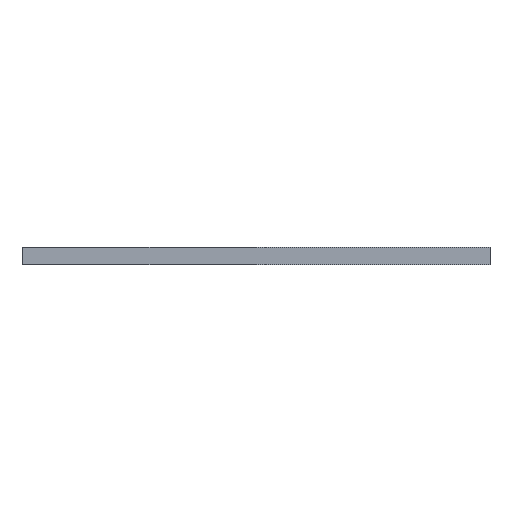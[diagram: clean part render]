
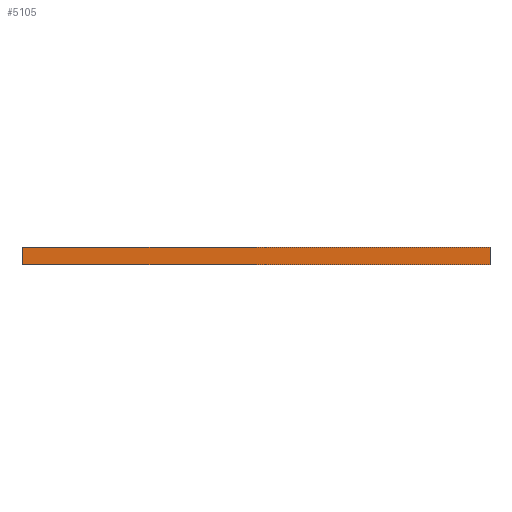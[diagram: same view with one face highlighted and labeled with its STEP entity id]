
A CAD part, left-side view. The second image highlights one B-rep face of the part: STEP entity #5105.
In plain terms, the highlighted planar face has unit normal (-1, 0, 0).
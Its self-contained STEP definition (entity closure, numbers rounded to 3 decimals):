
#156 = CARTESIAN_POINT ( 'NONE',  ( -22.4, 22.875, 0.85 ) ) ;
#275 = EDGE_CURVE ( 'NONE', #5551, #3544, #4429, .T. ) ;
#870 = CARTESIAN_POINT ( 'NONE',  ( -22.4, -22.875, 0.85 ) ) ;
#968 = VERTEX_POINT ( 'NONE', #156 ) ;
#1053 = DIRECTION ( 'NONE',  ( 0., 1., 0. ) ) ;
#1308 = DIRECTION ( 'NONE',  ( 0., 0., 1. ) ) ;
#1320 = CARTESIAN_POINT ( 'NONE',  ( -22.4, -22.875, 0.85 ) ) ;
#1501 = LINE ( 'NONE', #870, #1978 ) ;
#1661 = VECTOR ( 'NONE', #4066, 1000. ) ;
#1722 = DIRECTION ( 'NONE',  ( -1., 0., 0. ) ) ;
#1730 = EDGE_CURVE ( 'NONE', #5209, #5551, #3844, .T. ) ;
#1751 = ORIENTED_EDGE ( 'NONE', *, *, #2146, .T. ) ;
#1810 = EDGE_CURVE ( 'NONE', #968, #3544, #4978, .T. ) ;
#1833 = AXIS2_PLACEMENT_3D ( 'NONE', #1320, #1722, #1308 ) ;
#1978 = VECTOR ( 'NONE', #2617, 1000. ) ;
#2146 = EDGE_CURVE ( 'NONE', #5209, #968, #1501, .T. ) ;
#2240 = CARTESIAN_POINT ( 'NONE',  ( -22.4, 22.875, -0.85 ) ) ;
#2617 = DIRECTION ( 'NONE',  ( 0., 1., 0. ) ) ;
#2719 = VECTOR ( 'NONE', #1053, 1000. ) ;
#3294 = CARTESIAN_POINT ( 'NONE',  ( -22.4, -22.875, -0.85 ) ) ;
#3333 = ORIENTED_EDGE ( 'NONE', *, *, #1730, .F. ) ;
#3469 = ORIENTED_EDGE ( 'NONE', *, *, #275, .F. ) ;
#3544 = VERTEX_POINT ( 'NONE', #2240 ) ;
#3844 = LINE ( 'NONE', #4129, #1661 ) ;
#3995 = CARTESIAN_POINT ( 'NONE',  ( -22.4, -22.875, 0.85 ) ) ;
#4066 = DIRECTION ( 'NONE',  ( 0., 0., -1. ) ) ;
#4116 = CARTESIAN_POINT ( 'NONE',  ( -22.4, -22.875, -0.85 ) ) ;
#4129 = CARTESIAN_POINT ( 'NONE',  ( -22.4, -22.875, 0.85 ) ) ;
#4429 = LINE ( 'NONE', #4116, #2719 ) ;
#4511 = ORIENTED_EDGE ( 'NONE', *, *, #1810, .T. ) ;
#4826 = PLANE ( 'NONE',  #1833 ) ;
#4978 = LINE ( 'NONE', #5548, #5455 ) ;
#5105 = ADVANCED_FACE ( 'NONE', ( #5228 ), #4826, .T. ) ;
#5139 = DIRECTION ( 'NONE',  ( 0., 0., -1. ) ) ;
#5209 = VERTEX_POINT ( 'NONE', #3995 ) ;
#5228 = FACE_OUTER_BOUND ( 'NONE', #5308, .T. ) ;
#5308 = EDGE_LOOP ( 'NONE', ( #3469, #3333, #1751, #4511 ) ) ;
#5455 = VECTOR ( 'NONE', #5139, 1000. ) ;
#5548 = CARTESIAN_POINT ( 'NONE',  ( -22.4, 22.875, 0.85 ) ) ;
#5551 = VERTEX_POINT ( 'NONE', #3294 ) ;
